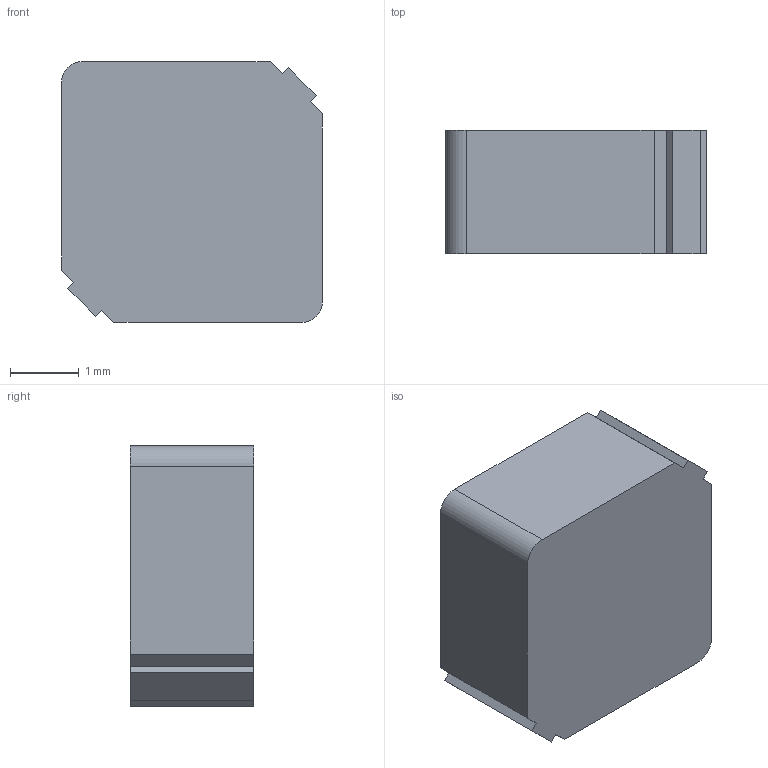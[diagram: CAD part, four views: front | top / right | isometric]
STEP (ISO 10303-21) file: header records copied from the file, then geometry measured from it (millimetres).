
FILE_DESCRIPTION (( 'STEP AP214' ), '1' );
FILE_NAME ('ASPI-0315S.STEP', '2013-09-16T07:23:42', ( '' ), ( '' ), 'SwSTEP 2.0', 'SolidWorks 2012', '' );
FILE_SCHEMA (( 'AUTOMOTIVE_DESIGN' ));
Length unit declared in the file: inch
Products named in the file (1): ASPI-0315S
Bounding box: 3.8 x 1.8 x 3.8 mm (x, y, z)
Volume: 25 mm3; surface area: 54.4 mm2
Topology: 1 solids, 1 shells, 147 faces, 393 edges, 262 vertices
Faces by surface type: plane 76, bspline 67, cylinder 4
Entity records: 9703 total; most frequent: CARTESIAN_POINT 4750, ORIENTED_EDGE 786, DIRECTION 429, EDGE_CURVE 393, VERTEX_POINT 262, LINE 251, VECTOR 251, EDGE_LOOP 161
